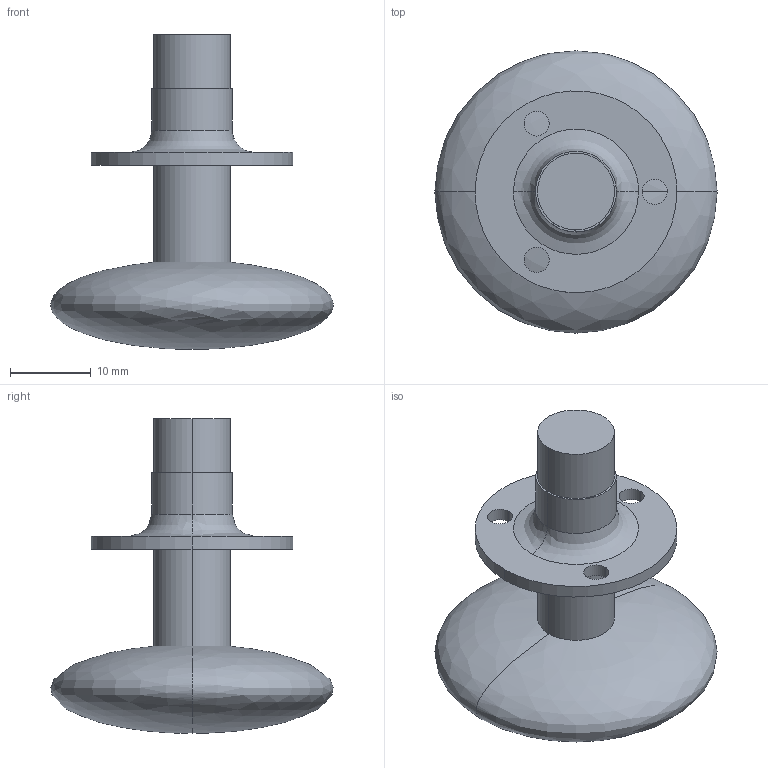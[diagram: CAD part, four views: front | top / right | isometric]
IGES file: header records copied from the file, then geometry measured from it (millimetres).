
Start section: ------------------------------------------------------------------------
Global section: file name: PC50.9580.TM_123_1_32322.igs; native system: spGate; preprocessor: ver17.5.1; author: Unknown; organization: Unknown; date: 210308.113141; units: millimetre
Bounding box: 34.99 x 34.98 x 39 mm (x, y, z)
Volume: 9908.2 mm3; surface area: 4915 mm2
Topology: 3 solids, 3 shells, 28 faces, 60 edges, 37 vertices
Faces by surface type: bspline 28
